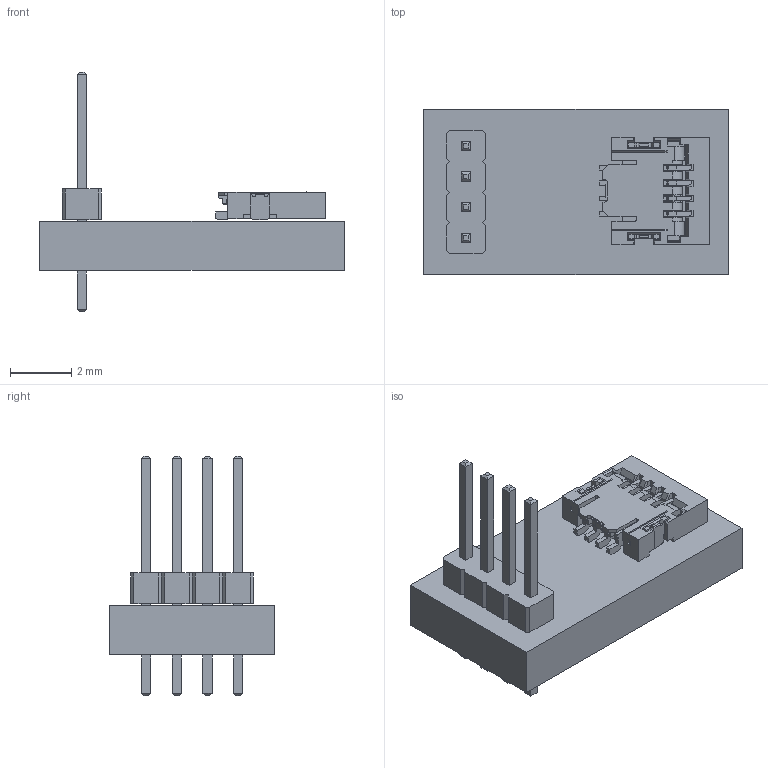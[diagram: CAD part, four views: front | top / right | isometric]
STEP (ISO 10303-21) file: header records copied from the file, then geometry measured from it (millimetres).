
FILE_DESCRIPTION(('KiCad electronic assembly'),'2;1');
FILE_NAME('Watch_Connector_V1.step','2024-07-02T20:54:01',('Pcbnew'),( 'Kicad'),'Open CASCADE STEP processor 7.7','KiCad to STEP converter' ,'Unknown');
FILE_SCHEMA(('AUTOMOTIVE_DESIGN { 1 0 10303 214 1 1 1 1 }'));
Length unit declared in the file: millimetre
Products named in the file (6): Watch_Connector_V1 1; 59453-042110ECHLF; Watch_Connector_V1 1.1.1; PinHeader_1x04_P1.00mm_Vertical; PinHeader_1x04_P100mm_Vertical; Watch_Connector_V1 PCB
Assembly tree (5 placements, depth 3):
  Watch_Connector_V1 1
    59453-042110ECHLF
      Watch_Connector_V1 1.1.1
    PinHeader_1x04_P1.00mm_Vertical
      PinHeader_1x04_P100mm_Vertical
    Watch_Connector_V1 PCB
Bounding box: 9.93 x 5.38 x 7.8 mm (x, y, z)
Volume: 98.4 mm3; surface area: 293 mm2
Topology: 3 solids, 3 shells, 680 faces, 1926 edges, 1225 vertices
Faces by surface type: plane 604, cylinder 76
Full cylindrical faces by diameter (mm): 0.5 x4
Entity records: 48068 total; most frequent: CARTESIAN_POINT 8563, DIRECTION 7189, LINE 5442, VECTOR 5442, ORIENTED_EDGE 3852, PCURVE 3852, DEFINITIONAL_REPRESENTATION 3852, EDGE_CURVE 1926
